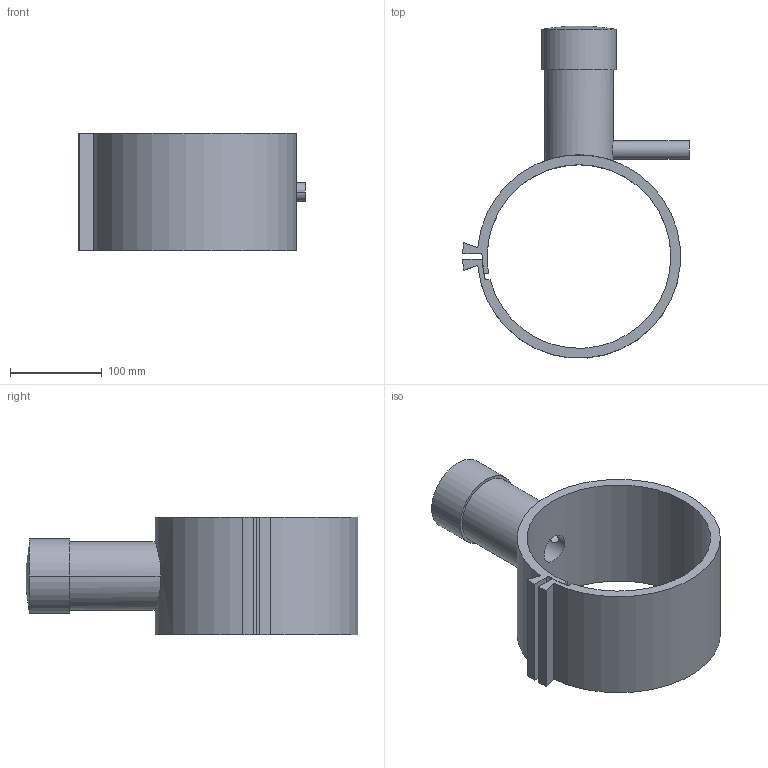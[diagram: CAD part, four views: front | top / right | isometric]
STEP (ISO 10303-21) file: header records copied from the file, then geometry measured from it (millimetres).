
FILE_DESCRIPTION( ( '' ), '1' );
FILE_NAME( 'UREL-A 200-020.stp', '2015-08-31T15:13:26', ( '' ), ( '' ), ' ', ' ', ' ' );
FILE_SCHEMA( ( 'automotive_design' ) );
Length unit declared in the file: millimetre
Products named in the file (1): 1
Bounding box: 246.46 x 361.28 x 128 mm (x, y, z)
Volume: 1479492.3 mm3; surface area: 259848.2 mm2
Topology: 1 solids, 1 shells, 33 faces, 85 edges, 56 vertices
Faces by surface type: cylinder 21, plane 11, sphere 1
Entity records: 2324 total; most frequent: CARTESIAN_POINT 505, DIRECTION 177, STYLED_ITEM 175, PRESENTATION_STYLE_ASSIGNMENT 175, COLOUR_RGB 175, ORIENTED_EDGE 170, EDGE_CURVE 85, CURVE_STYLE 85
